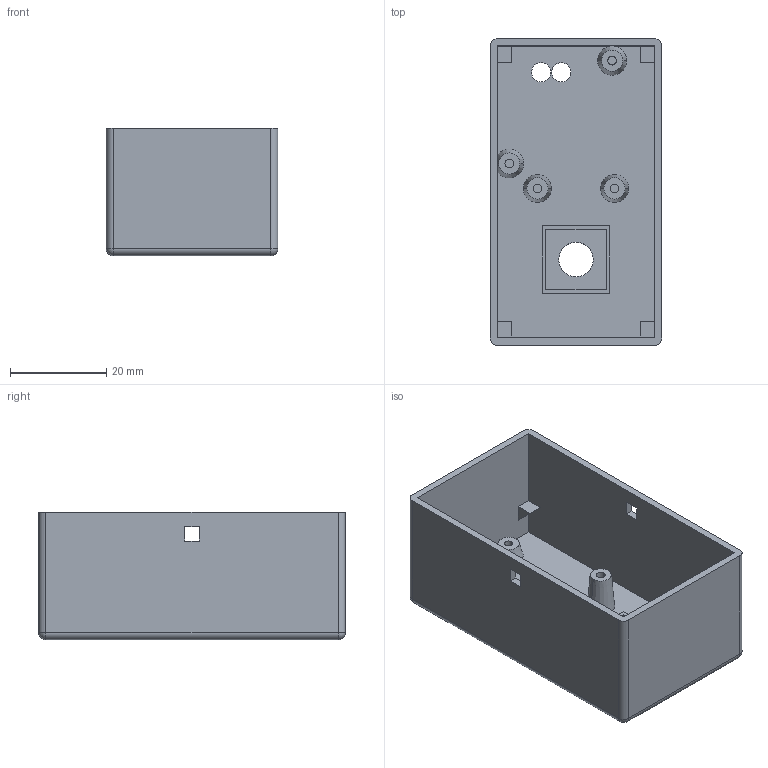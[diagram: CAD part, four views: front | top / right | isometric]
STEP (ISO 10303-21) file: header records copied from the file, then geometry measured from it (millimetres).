
FILE_DESCRIPTION (( 'STEP AP214' ), '1' );
FILE_NAME ('case.STEP', '2015-05-07T19:17:23', ( '' ), ( '' ), 'SwSTEP 2.0', 'SolidWorks 2013', '' );
FILE_SCHEMA (( 'AUTOMOTIVE_DESIGN' ));
Length unit declared in the file: millimetre
Products named in the file (1): case
Bounding box: 35.6 x 63.6 x 26.5 mm (x, y, z)
Volume: 10930.5 mm3; surface area: 15004.8 mm2
Topology: 1 solids, 1 shells, 83 faces, 205 edges, 130 vertices
Faces by surface type: plane 49, cylinder 22, cone 8, sphere 4
Entity records: 2491 total; most frequent: CARTESIAN_POINT 437, DIRECTION 427, ORIENTED_EDGE 402, EDGE_CURVE 201, AXIS2_PLACEMENT_3D 144, VECTOR 139, LINE 139, VERTEX_POINT 130
